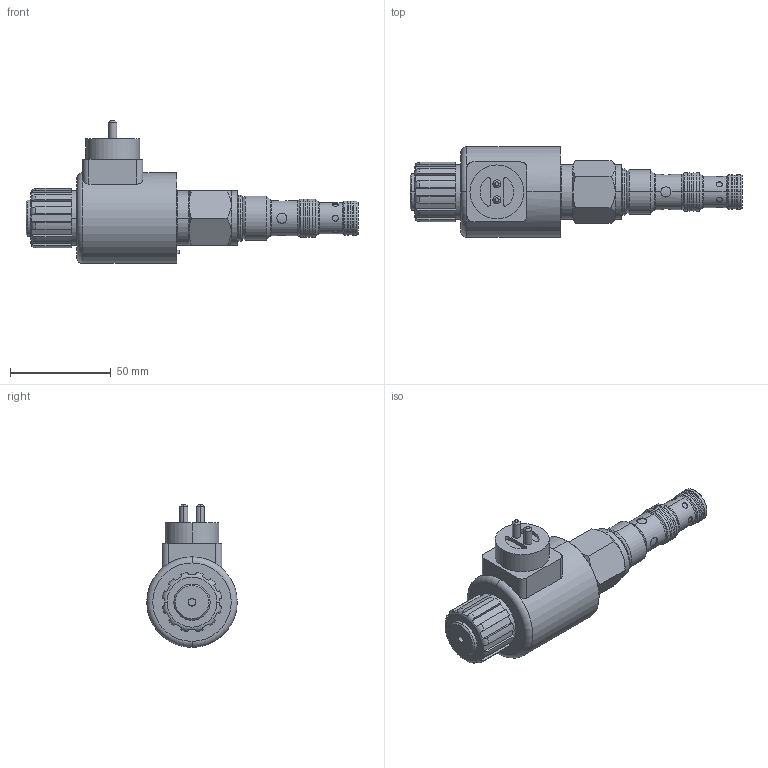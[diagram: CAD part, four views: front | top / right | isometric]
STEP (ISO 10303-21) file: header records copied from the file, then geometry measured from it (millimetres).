
FILE_DESCRIPTION (( 'STEP AP214' ), '1' );
FILE_NAME ('518.022-K24_3-Wege-Stormr_Kunde.STEP', '2017-03-27T05:55:18', ( 'User' ), ( '' ), 'SwSTEP 2.0', 'SolidWorks 2016', '' );
FILE_SCHEMA (( 'AUTOMOTIVE_DESIGN' ));
Length unit declared in the file: millimetre
Products named in the file (1): 518.022-K24_3-Wege-Stormr_Kunde
Bounding box: 165 x 45 x 71 mm (x, y, z)
Volume: 135359 mm3; surface area: 40884.2 mm2
Topology: 9 solids, 9 shells, 404 faces, 884 edges, 527 vertices
Faces by surface type: cylinder 140, cone 114, plane 108, torus 42
Entity records: 16911 total; most frequent: CARTESIAN_POINT 3405, DIRECTION 1988, ORIENTED_EDGE 1768, EDGE_CURVE 884, AXIS2_PLACEMENT_3D 821, VERTEX_POINT 527, EDGE_LOOP 447, CIRCLE 416
